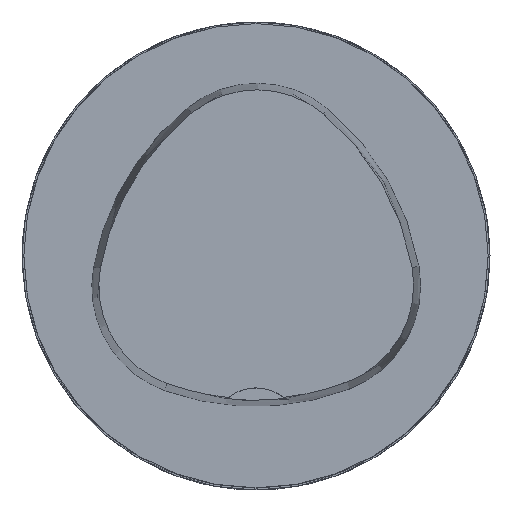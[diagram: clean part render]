
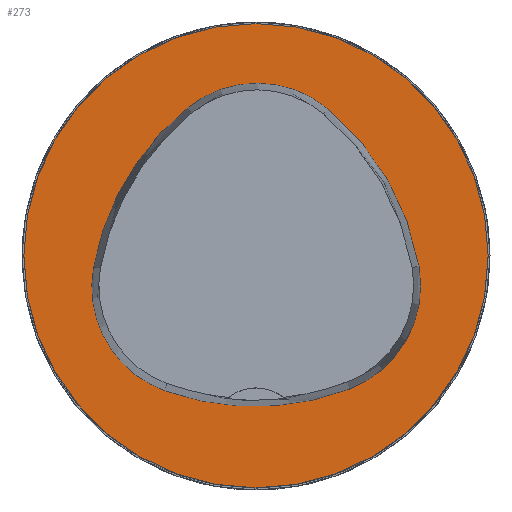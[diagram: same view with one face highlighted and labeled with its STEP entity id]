
A CAD part, top view. The second image highlights one B-rep face of the part: STEP entity #273.
In plain terms, the highlighted planar face has unit normal (0, 0, 1).
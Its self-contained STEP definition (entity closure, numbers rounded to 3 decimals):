
#140=FACE_BOUND('',#485,.T.);
#141=FACE_BOUND('',#486,.T.);
#215=CIRCLE('',#1649,31.5);
#217=CIRCLE('',#1660,36.);
#218=CIRCLE('',#1662,36.);
#220=CIRCLE('',#1665,15.);
#224=CIRCLE('',#1670,36.);
#226=CIRCLE('',#1673,15.);
#230=CIRCLE('',#1679,15.);
#273=ADVANCED_FACE('',(#140,#141),#344,.T.);
#344=PLANE('',#1680);
#485=EDGE_LOOP('',(#712,#713,#714,#715,#716,#717));
#486=EDGE_LOOP('',(#718));
#712=ORIENTED_EDGE('',*,*,#1204,.T.);
#713=ORIENTED_EDGE('',*,*,#1224,.T.);
#714=ORIENTED_EDGE('',*,*,#1206,.T.);
#715=ORIENTED_EDGE('',*,*,#1210,.T.);
#716=ORIENTED_EDGE('',*,*,#1218,.T.);
#717=ORIENTED_EDGE('',*,*,#1220,.T.);
#718=ORIENTED_EDGE('',*,*,#1185,.F.);
#1027=VERTEX_POINT('',#2428);
#1046=VERTEX_POINT('',#2466);
#1047=VERTEX_POINT('',#2468);
#1048=VERTEX_POINT('',#2472);
#1049=VERTEX_POINT('',#2473);
#1052=VERTEX_POINT('',#2481);
#1059=VERTEX_POINT('',#2502);
#1185=EDGE_CURVE('',#1027,#1027,#215,.T.);
#1204=EDGE_CURVE('',#1047,#1046,#217,.T.);
#1206=EDGE_CURVE('',#1048,#1049,#218,.T.);
#1210=EDGE_CURVE('',#1049,#1052,#220,.T.);
#1218=EDGE_CURVE('',#1052,#1059,#224,.T.);
#1220=EDGE_CURVE('',#1059,#1047,#226,.T.);
#1224=EDGE_CURVE('',#1046,#1048,#230,.T.);
#1649=AXIS2_PLACEMENT_3D('',#2427,#1899,#1900);
#1660=AXIS2_PLACEMENT_3D('',#2467,#1930,#1931);
#1662=AXIS2_PLACEMENT_3D('',#2471,#1935,#1936);
#1665=AXIS2_PLACEMENT_3D('',#2480,#1943,#1944);
#1670=AXIS2_PLACEMENT_3D('',#2503,#1955,#1956);
#1673=AXIS2_PLACEMENT_3D('',#2506,#1961,#1962);
#1679=AXIS2_PLACEMENT_3D('',#2512,#1973,#1974);
#1680=AXIS2_PLACEMENT_3D('',#2513,#1975,#1976);
#1899=DIRECTION('',(0.,0.,-1.));
#1900=DIRECTION('',(-1.,0.,0.));
#1930=DIRECTION('',(0.,0.,-1.));
#1931=DIRECTION('',(-1.,0.,0.));
#1935=DIRECTION('',(0.,0.,-1.));
#1936=DIRECTION('',(-1.,0.,0.));
#1943=DIRECTION('',(0.,0.,-1.));
#1944=DIRECTION('',(-1.,0.,0.));
#1955=DIRECTION('',(0.,0.,-1.));
#1956=DIRECTION('',(-1.,0.,0.));
#1961=DIRECTION('',(0.,0.,-1.));
#1962=DIRECTION('',(-1.,0.,0.));
#1973=DIRECTION('',(0.,0.,-1.));
#1974=DIRECTION('',(-1.,0.,0.));
#1975=DIRECTION('',(0.,0.,1.));
#1976=DIRECTION('',(-1.,0.,0.));
#2427=CARTESIAN_POINT('',(0.,0.,0.));
#2428=CARTESIAN_POINT('',(-31.5,0.,0.));
#2466=CARTESIAN_POINT('',(-9.317,20.036,0.));
#2467=CARTESIAN_POINT('',(13.398,-7.893,0.));
#2468=CARTESIAN_POINT('',(-22.041,-1.562,0.));
#2471=CARTESIAN_POINT('',(-13.337,-7.7,0.));
#2472=CARTESIAN_POINT('',(9.779,19.898,0.));
#2473=CARTESIAN_POINT('',(22.122,-1.48,0.));
#2480=CARTESIAN_POINT('',(7.347,-4.071,0.));
#2481=CARTESIAN_POINT('',(12.693,-18.087,0.));
#2502=CARTESIAN_POINT('',(-12.373,-18.307,0.));
#2503=CARTESIAN_POINT('',(-0.137,15.55,0.));
#2506=CARTESIAN_POINT('',(-7.275,-4.2,0.));
#2512=CARTESIAN_POINT('',(0.148,8.399,0.));
#2513=CARTESIAN_POINT('',(0.,0.,0.));
